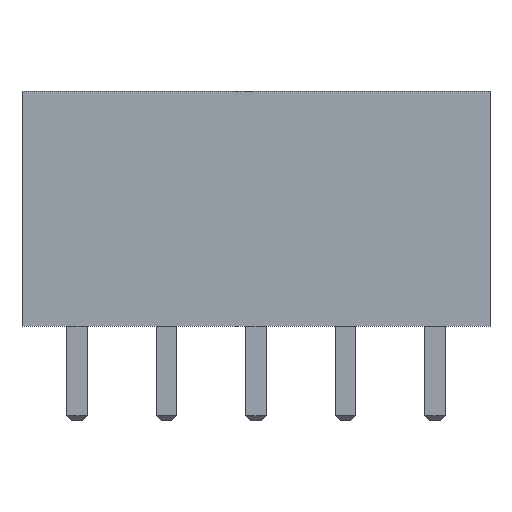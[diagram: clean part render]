
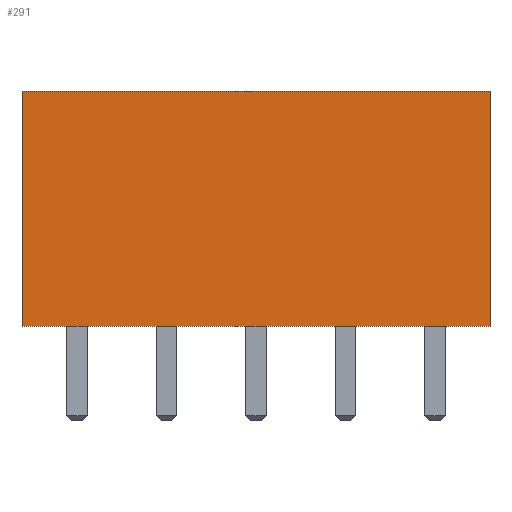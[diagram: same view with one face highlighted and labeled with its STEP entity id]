
A CAD part, front view. The second image highlights one B-rep face of the part: STEP entity #291.
In plain terms, the highlighted planar face has unit normal (0, -1, 0).
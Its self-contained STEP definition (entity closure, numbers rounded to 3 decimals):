
#291 = ADVANCED_FACE( '', ( #690 ), #691, .T. );
#690 = FACE_OUTER_BOUND( '', #1195, .T. );
#691 = PLANE( '', #1196 );
#1195 = EDGE_LOOP( '', ( #2036, #2037, #2038, #2039 ) );
#1196 = AXIS2_PLACEMENT_3D( '', #2040, #2041, #2042 );
#2036 = ORIENTED_EDGE( '', *, *, #3187, .T. );
#2037 = ORIENTED_EDGE( '', *, *, #3146, .T. );
#2038 = ORIENTED_EDGE( '', *, *, #3250, .T. );
#2039 = ORIENTED_EDGE( '', *, *, #3251, .T. );
#2040 = CARTESIAN_POINT( '', ( 0., -2.8, 1.2 ) );
#2041 = DIRECTION( '', ( 0., -1., 0. ) );
#2042 = DIRECTION( '', ( -1., 0., 0. ) );
#3146 = EDGE_CURVE( '', #3837, #3838, #3839, .T. );
#3187 = EDGE_CURVE( '', #3904, #3837, #3905, .T. );
#3250 = EDGE_CURVE( '', #3838, #4000, #4001, .T. );
#3251 = EDGE_CURVE( '', #4000, #3904, #4002, .T. );
#3837 = VERTEX_POINT( '', #4773 );
#3838 = VERTEX_POINT( '', #4774 );
#3839 = LINE( '', #4775, #4776 );
#3904 = VERTEX_POINT( '', #4871 );
#3905 = LINE( '', #4872, #4873 );
#4000 = VERTEX_POINT( '', #5008 );
#4001 = LINE( '', #5009, #5010 );
#4002 = LINE( '', #5011, #5012 );
#4773 = CARTESIAN_POINT( '', ( -2.15, -2.8, 9.2 ) );
#4774 = CARTESIAN_POINT( '', ( -2.15, -2.8, 0. ) );
#4775 = CARTESIAN_POINT( '', ( -2.15, -2.8, 9.2 ) );
#4776 = VECTOR( '', #5654, 1000. );
#4871 = CARTESIAN_POINT( '', ( 16.15, -2.8, 9.2 ) );
#4872 = CARTESIAN_POINT( '', ( -2.15, -2.8, 9.2 ) );
#4873 = VECTOR( '', #5697, 1000. );
#5008 = CARTESIAN_POINT( '', ( 16.15, -2.8, 0. ) );
#5009 = CARTESIAN_POINT( '', ( 14., -2.8, 0. ) );
#5010 = VECTOR( '', #5771, 1000. );
#5011 = CARTESIAN_POINT( '', ( 16.15, -2.8, 9.2 ) );
#5012 = VECTOR( '', #5772, 1000. );
#5654 = DIRECTION( '', ( 0., 0., -1. ) );
#5697 = DIRECTION( '', ( -1., 0., 0. ) );
#5771 = DIRECTION( '', ( 1., 0., 0. ) );
#5772 = DIRECTION( '', ( 0., 0., 1. ) );
